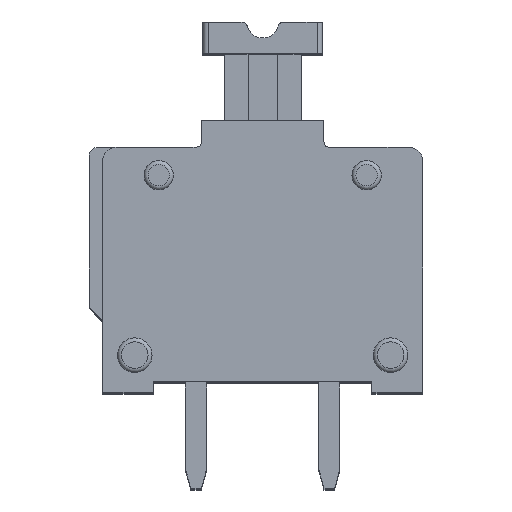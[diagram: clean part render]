
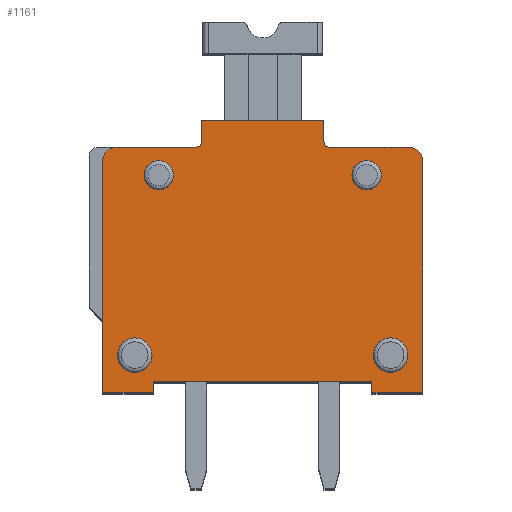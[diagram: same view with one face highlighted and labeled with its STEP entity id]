
A CAD part, top view. The second image highlights one B-rep face of the part: STEP entity #1161.
In plain terms, the highlighted planar face has unit normal (0, 0, 1).
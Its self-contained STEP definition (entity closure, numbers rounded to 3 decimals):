
#1161 = ADVANCED_FACE( '', ( #2293, #2294, #2295, #2296, #2297 ), #2298, .T. );
#2293 = FACE_OUTER_BOUND( '', #3431, .T. );
#2294 = FACE_BOUND( '', #3432, .T. );
#2295 = FACE_BOUND( '', #3433, .T. );
#2296 = FACE_BOUND( '', #3434, .T. );
#2297 = FACE_BOUND( '', #3435, .T. );
#2298 = PLANE( '', #3436 );
#3431 = EDGE_LOOP( '', ( #6515, #6516, #6517, #6518, #6519, #6520, #6521, #6522, #6523, #6524, #6525, #6526, #6527, #6528, #6529, #6530 ) );
#3432 = EDGE_LOOP( '', ( #6531 ) );
#3433 = EDGE_LOOP( '', ( #6532 ) );
#3434 = EDGE_LOOP( '', ( #6533 ) );
#3435 = EDGE_LOOP( '', ( #6534 ) );
#3436 = AXIS2_PLACEMENT_3D( '', #6535, #6536, #6537 );
#6515 = ORIENTED_EDGE( '', *, *, #8140, .T. );
#6516 = ORIENTED_EDGE( '', *, *, #7815, .T. );
#6517 = ORIENTED_EDGE( '', *, *, #8240, .F. );
#6518 = ORIENTED_EDGE( '', *, *, #7848, .F. );
#6519 = ORIENTED_EDGE( '', *, *, #8038, .F. );
#6520 = ORIENTED_EDGE( '', *, *, #8262, .T. );
#6521 = ORIENTED_EDGE( '', *, *, #8263, .F. );
#6522 = ORIENTED_EDGE( '', *, *, #7015, .F. );
#6523 = ORIENTED_EDGE( '', *, *, #7085, .T. );
#6524 = ORIENTED_EDGE( '', *, *, #7400, .T. );
#6525 = ORIENTED_EDGE( '', *, *, #7576, .T. );
#6526 = ORIENTED_EDGE( '', *, *, #7695, .T. );
#6527 = ORIENTED_EDGE( '', *, *, #7348, .T. );
#6528 = ORIENTED_EDGE( '', *, *, #7419, .F. );
#6529 = ORIENTED_EDGE( '', *, *, #7537, .T. );
#6530 = ORIENTED_EDGE( '', *, *, #8191, .T. );
#6531 = ORIENTED_EDGE( '', *, *, #8194, .F. );
#6532 = ORIENTED_EDGE( '', *, *, #8022, .F. );
#6533 = ORIENTED_EDGE( '', *, *, #7506, .F. );
#6534 = ORIENTED_EDGE( '', *, *, #7453, .F. );
#6535 = CARTESIAN_POINT( '', ( 5.954, 7.756, 3. ) );
#6536 = DIRECTION( '', ( 0., 0., 1. ) );
#6537 = DIRECTION( '', ( 1., 0., 0. ) );
#7015 = EDGE_CURVE( '', #8369, #8371, #8372, .T. );
#7085 = EDGE_CURVE( '', #8369, #8496, #8498, .T. );
#7348 = EDGE_CURVE( '', #8951, #8949, #8952, .T. );
#7400 = EDGE_CURVE( '', #8496, #9038, #9040, .T. );
#7419 = EDGE_CURVE( '', #9069, #8949, #9070, .T. );
#7453 = EDGE_CURVE( '', #9125, #9125, #9126, .T. );
#7506 = EDGE_CURVE( '', #9211, #9211, #9212, .T. );
#7537 = EDGE_CURVE( '', #9069, #9257, #9259, .T. );
#7576 = EDGE_CURVE( '', #9038, #9315, #9317, .T. );
#7695 = EDGE_CURVE( '', #9315, #8951, #9504, .T. );
#7815 = EDGE_CURVE( '', #9691, #9689, #9692, .T. );
#7848 = EDGE_CURVE( '', #9742, #9734, #9744, .T. );
#8022 = EDGE_CURVE( '', #9978, #9978, #9979, .T. );
#8038 = EDGE_CURVE( '', #9995, #9742, #9997, .T. );
#8140 = EDGE_CURVE( '', #10114, #9691, #10117, .T. );
#8191 = EDGE_CURVE( '', #9257, #10114, #10172, .T. );
#8194 = EDGE_CURVE( '', #10176, #10176, #10177, .T. );
#8240 = EDGE_CURVE( '', #9734, #9689, #10228, .T. );
#8262 = EDGE_CURVE( '', #9995, #10251, #10252, .T. );
#8263 = EDGE_CURVE( '', #8371, #10251, #10253, .T. );
#8369 = VERTEX_POINT( '', #10375 );
#8371 = VERTEX_POINT( '', #10378 );
#8372 = CIRCLE( '', #10379, 0.5 );
#8496 = VERTEX_POINT( '', #10552 );
#8498 = LINE( '', #10555, #10556 );
#8949 = VERTEX_POINT( '', #11194 );
#8951 = VERTEX_POINT( '', #11197 );
#8952 = LINE( '', #11198, #11199 );
#9038 = VERTEX_POINT( '', #11322 );
#9040 = CIRCLE( '', #11325, 0.2 );
#9069 = VERTEX_POINT( '', #11361 );
#9070 = CIRCLE( '', #11362, 0.2 );
#9125 = VERTEX_POINT( '', #11437 );
#9126 = CIRCLE( '', #11438, 0.65 );
#9211 = VERTEX_POINT( '', #11555 );
#9212 = CIRCLE( '', #11556, 0.55 );
#9257 = VERTEX_POINT( '', #11617 );
#9259 = LINE( '', #11620, #11621 );
#9315 = VERTEX_POINT( '', #11718 );
#9317 = LINE( '', #11721, #11722 );
#9504 = LINE( '', #11989, #11990 );
#9689 = VERTEX_POINT( '', #12264 );
#9691 = VERTEX_POINT( '', #12267 );
#9692 = LINE( '', #12268, #12269 );
#9734 = VERTEX_POINT( '', #12333 );
#9742 = VERTEX_POINT( '', #12346 );
#9744 = LINE( '', #12349, #12350 );
#9978 = VERTEX_POINT( '', #12694 );
#9979 = CIRCLE( '', #12695, 0.65 );
#9995 = VERTEX_POINT( '', #12717 );
#9997 = LINE( '', #12720, #12721 );
#10114 = VERTEX_POINT( '', #12883 );
#10117 = LINE( '', #12888, #12889 );
#10172 = CIRCLE( '', #12970, 0.5 );
#10176 = VERTEX_POINT( '', #12974 );
#10177 = CIRCLE( '', #12975, 0.55 );
#10228 = LINE( '', #13043, #13044 );
#10251 = VERTEX_POINT( '', #13075 );
#10252 = LINE( '', #13076, #13077 );
#10253 = LINE( '', #13078, #13079 );
#10375 = CARTESIAN_POINT( '', ( 11.5, 9.2, 3. ) );
#10378 = CARTESIAN_POINT( '', ( 12., 8.7, 3. ) );
#10379 = AXIS2_PLACEMENT_3D( '', #13178, #13179, #13180 );
#10552 = CARTESIAN_POINT( '', ( 8.5, 9.2, 3. ) );
#10555 = CARTESIAN_POINT( '', ( 7.771, 9.2, 3. ) );
#10556 = VECTOR( '', #13252, 1000. );
#11194 = CARTESIAN_POINT( '', ( 3.7, 9.4, 3. ) );
#11197 = CARTESIAN_POINT( '', ( 3.7, 10.2, 3. ) );
#11198 = CARTESIAN_POINT( '', ( 3.7, 7.285, 3. ) );
#11199 = VECTOR( '', #13546, 1000. );
#11322 = CARTESIAN_POINT( '', ( 8.3, 9.4, 3. ) );
#11325 = AXIS2_PLACEMENT_3D( '', #13594, #13595, #13596 );
#11361 = CARTESIAN_POINT( '', ( 3.5, 9.2, 3. ) );
#11362 = AXIS2_PLACEMENT_3D( '', #13622, #13623, #13624 );
#11437 = CARTESIAN_POINT( '', ( 1.85, 1.4, 3. ) );
#11438 = AXIS2_PLACEMENT_3D( '', #13663, #13664, #13665 );
#11555 = CARTESIAN_POINT( '', ( 2.65, 8.15, 3. ) );
#11556 = AXIS2_PLACEMENT_3D( '', #13734, #13735, #13736 );
#11617 = CARTESIAN_POINT( '', ( 0.5, 9.2, 3. ) );
#11620 = CARTESIAN_POINT( '', ( 7.771, 9.2, 3. ) );
#11621 = VECTOR( '', #13772, 1000. );
#11718 = CARTESIAN_POINT( '', ( 8.3, 10.2, 3. ) );
#11721 = CARTESIAN_POINT( '', ( 8.3, 7.285, 3. ) );
#11722 = VECTOR( '', #13815, 1000. );
#11989 = CARTESIAN_POINT( '', ( 7.771, 10.2, 3. ) );
#11990 = VECTOR( '', #13947, 1000. );
#12264 = CARTESIAN_POINT( '', ( 1.9, 0., 3. ) );
#12267 = CARTESIAN_POINT( '', ( 0., 0., 3. ) );
#12268 = CARTESIAN_POINT( '', ( 7.771, 0., 3. ) );
#12269 = VECTOR( '', #14065, 1000. );
#12333 = CARTESIAN_POINT( '', ( 1.9, 0.4, 3. ) );
#12346 = CARTESIAN_POINT( '', ( 10.1, 0.4, 3. ) );
#12349 = CARTESIAN_POINT( '', ( 7.771, 0.4, 3. ) );
#12350 = VECTOR( '', #14097, 1000. );
#12694 = CARTESIAN_POINT( '', ( 11.45, 1.4, 3. ) );
#12695 = AXIS2_PLACEMENT_3D( '', #14259, #14260, #14261 );
#12717 = CARTESIAN_POINT( '', ( 10.1, 0., 3. ) );
#12720 = CARTESIAN_POINT( '', ( 10.1, 7.285, 3. ) );
#12721 = VECTOR( '', #14275, 1000. );
#12883 = CARTESIAN_POINT( '', ( 0., 8.7, 3. ) );
#12888 = CARTESIAN_POINT( '', ( 0., 7.285, 3. ) );
#12889 = VECTOR( '', #14356, 1000. );
#12970 = AXIS2_PLACEMENT_3D( '', #14392, #14393, #14394 );
#12974 = CARTESIAN_POINT( '', ( 10.45, 8.15, 3. ) );
#12975 = AXIS2_PLACEMENT_3D( '', #14398, #14399, #14400 );
#13043 = CARTESIAN_POINT( '', ( 1.9, 7.285, 3. ) );
#13044 = VECTOR( '', #14424, 1000. );
#13075 = CARTESIAN_POINT( '', ( 12., 0., 3. ) );
#13076 = CARTESIAN_POINT( '', ( 7.771, 0., 3. ) );
#13077 = VECTOR( '', #14433, 1000. );
#13078 = CARTESIAN_POINT( '', ( 12., 7.285, 3. ) );
#13079 = VECTOR( '', #14434, 1000. );
#13178 = CARTESIAN_POINT( '', ( 11.5, 8.7, 3. ) );
#13179 = DIRECTION( '', ( 0., 0., -1. ) );
#13180 = DIRECTION( '', ( -1., 0., 0. ) );
#13252 = DIRECTION( '', ( -1., 0., 0. ) );
#13546 = DIRECTION( '', ( 0., -1., 0. ) );
#13594 = CARTESIAN_POINT( '', ( 8.5, 9.4, 3. ) );
#13595 = DIRECTION( '', ( 0., 0., -1. ) );
#13596 = DIRECTION( '', ( -1., 0., 0. ) );
#13622 = CARTESIAN_POINT( '', ( 3.5, 9.4, 3. ) );
#13623 = DIRECTION( '', ( 0., 0., 1. ) );
#13624 = DIRECTION( '', ( 1., 0., 0. ) );
#13663 = CARTESIAN_POINT( '', ( 1.2, 1.4, 3. ) );
#13664 = DIRECTION( '', ( 0., 0., 1. ) );
#13665 = DIRECTION( '', ( 1., 0., 0. ) );
#13734 = CARTESIAN_POINT( '', ( 2.1, 8.15, 3. ) );
#13735 = DIRECTION( '', ( 0., 0., 1. ) );
#13736 = DIRECTION( '', ( 1., 0., 0. ) );
#13772 = DIRECTION( '', ( -1., 0., 0. ) );
#13815 = DIRECTION( '', ( 0., 1., 0. ) );
#13947 = DIRECTION( '', ( -1., 0., 0. ) );
#14065 = DIRECTION( '', ( 1., 0., 0. ) );
#14097 = DIRECTION( '', ( -1., 0., 0. ) );
#14259 = CARTESIAN_POINT( '', ( 10.8, 1.4, 3. ) );
#14260 = DIRECTION( '', ( 0., 0., 1. ) );
#14261 = DIRECTION( '', ( 1., 0., 0. ) );
#14275 = DIRECTION( '', ( 0., 1., 0. ) );
#14356 = DIRECTION( '', ( 0., -1., 0. ) );
#14392 = CARTESIAN_POINT( '', ( 0.5, 8.7, 3. ) );
#14393 = DIRECTION( '', ( 0., 0., 1. ) );
#14394 = DIRECTION( '', ( 1., 0., 0. ) );
#14398 = CARTESIAN_POINT( '', ( 9.9, 8.15, 3. ) );
#14399 = DIRECTION( '', ( 0., 0., 1. ) );
#14400 = DIRECTION( '', ( 1., 0., 0. ) );
#14424 = DIRECTION( '', ( 0., -1., 0. ) );
#14433 = DIRECTION( '', ( 1., 0., 0. ) );
#14434 = DIRECTION( '', ( 0., -1., 0. ) );
